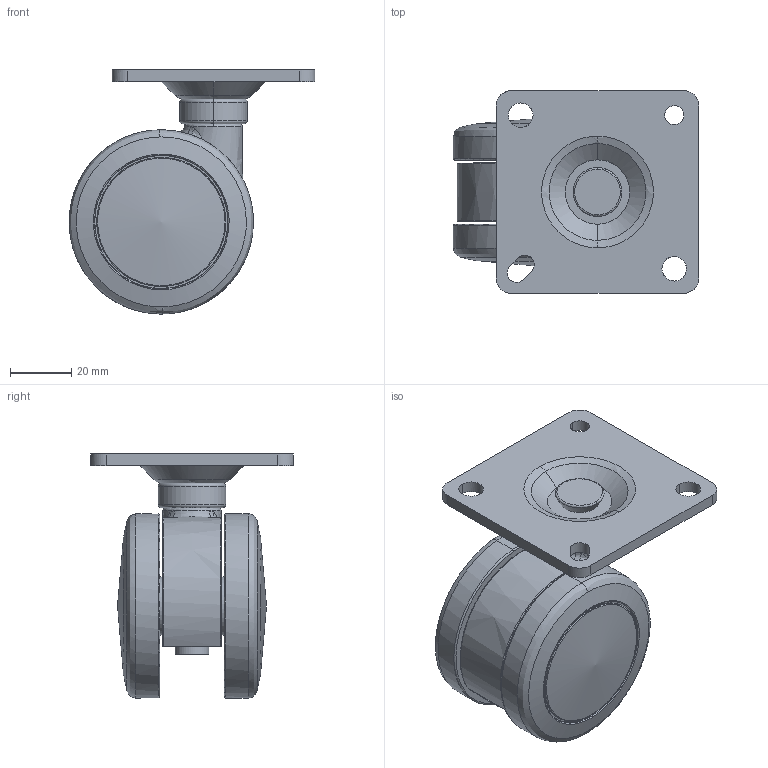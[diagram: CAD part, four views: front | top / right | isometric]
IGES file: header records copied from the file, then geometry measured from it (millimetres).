
Start section: ------------------------------------------------------------------------
Global section: file name: PC003.16728.TCA_A60BF50X50_3022.igs; native system: spGate; preprocessor: ver18.9.1 (****-****-****-****); author: Unknown; organization: Unknown; date: 221104.145131; units: millimetre
Bounding box: 80 x 66 x 79.5 mm (x, y, z)
Volume: 112418.4 mm3; surface area: 46389.7 mm2
Topology: 4 solids, 4 shells, 203 faces, 447 edges, 258 vertices
Faces by surface type: bspline 203
